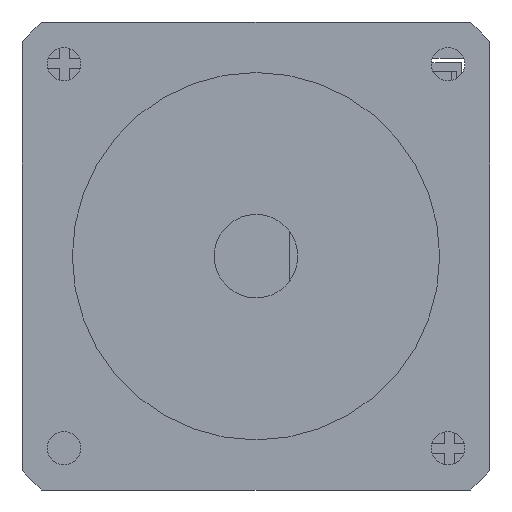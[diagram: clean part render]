
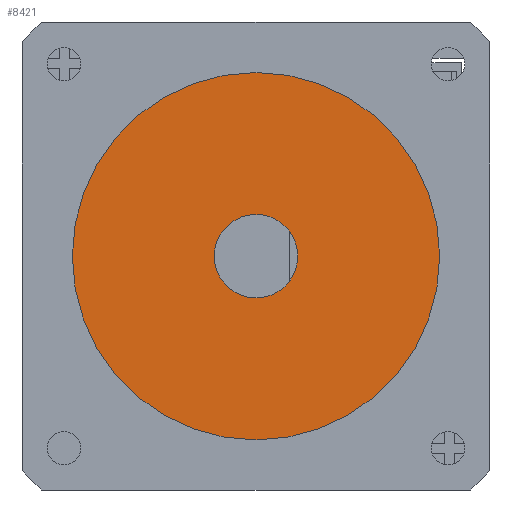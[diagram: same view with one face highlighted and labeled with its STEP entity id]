
A CAD part, front view. The second image highlights one B-rep face of the part: STEP entity #8421.
In plain terms, the highlighted planar face has unit normal (0, -1, 0).
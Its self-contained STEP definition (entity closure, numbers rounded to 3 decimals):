
#156 = CIRCLE ( 'NONE', #7053, 11. ) ;
#310 = VERTEX_POINT ( 'NONE', #3011 ) ;
#339 = EDGE_CURVE ( 'NONE', #310, #935, #156, .T. ) ;
#935 = VERTEX_POINT ( 'NONE', #11238 ) ;
#1266 = DIRECTION ( 'NONE',  ( 1., 0., 0. ) ) ;
#1361 = CARTESIAN_POINT ( 'NONE',  ( 4.658, -20.684, 28. ) ) ;
#2258 = DIRECTION ( 'NONE',  ( -1., 0., 0. ) ) ;
#3011 = CARTESIAN_POINT ( 'NONE',  ( 15.658, -20.684, 28. ) ) ;
#3334 = AXIS2_PLACEMENT_3D ( 'NONE', #4808, #9173, #1266 ) ;
#4793 = ORIENTED_EDGE ( 'NONE', *, *, #7012, .F. ) ;
#4808 = CARTESIAN_POINT ( 'NONE',  ( 4.658, -20.684, 28. ) ) ;
#5265 = FACE_OUTER_BOUND ( 'NONE', #7063, .T. ) ;
#5718 = PLANE ( 'NONE',  #10785 ) ;
#6553 = CIRCLE ( 'NONE', #3334, 11. ) ;
#7012 = EDGE_CURVE ( 'NONE', #935, #310, #6553, .T. ) ;
#7053 = AXIS2_PLACEMENT_3D ( 'NONE', #9410, #10290, #11214 ) ;
#7063 = EDGE_LOOP ( 'NONE', ( #8733, #4793 ) ) ;
#7564 = DIRECTION ( 'NONE',  ( 0., -1., 0. ) ) ;
#8421 = ADVANCED_FACE ( 'NONE', ( #5265 ), #5718, .T. ) ;
#8733 = ORIENTED_EDGE ( 'NONE', *, *, #339, .F. ) ;
#9173 = DIRECTION ( 'NONE',  ( 0., 1., 0. ) ) ;
#9410 = CARTESIAN_POINT ( 'NONE',  ( 4.658, -20.684, 28. ) ) ;
#10290 = DIRECTION ( 'NONE',  ( 0., 1., 0. ) ) ;
#10785 = AXIS2_PLACEMENT_3D ( 'NONE', #1361, #7564, #2258 ) ;
#11214 = DIRECTION ( 'NONE',  ( 1., 0., 0. ) ) ;
#11238 = CARTESIAN_POINT ( 'NONE',  ( -6.342, -20.684, 28. ) ) ;
